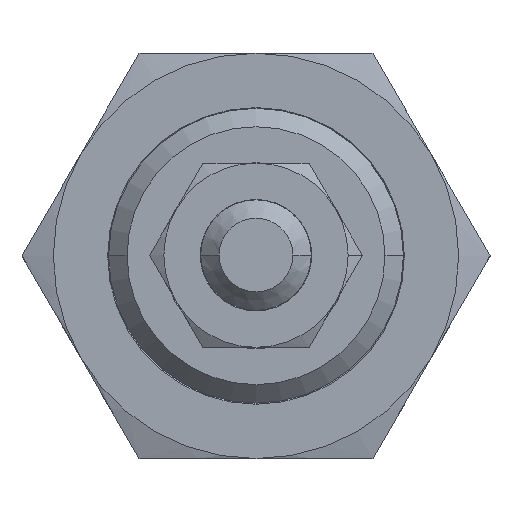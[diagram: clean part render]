
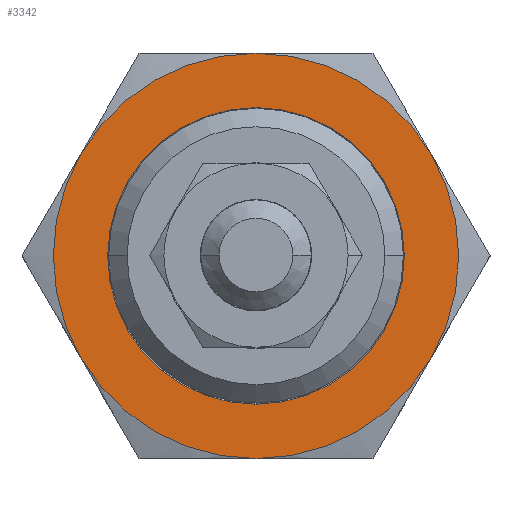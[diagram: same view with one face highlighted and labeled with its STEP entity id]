
A CAD part, top view. The second image highlights one B-rep face of the part: STEP entity #3342.
In plain terms, the highlighted planar face has unit normal (0, 0, 1).
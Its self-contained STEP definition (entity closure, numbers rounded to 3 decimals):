
#220 = DIRECTION ( 'NONE',  ( 0., 0., -1. ) ) ;
#239 = DIRECTION ( 'NONE',  ( 0., 0., -1. ) ) ;
#721 = ORIENTED_EDGE ( 'NONE', *, *, #4392, .F. ) ;
#881 = VERTEX_POINT ( 'NONE', #4310 ) ;
#918 = DIRECTION ( 'NONE',  ( -0.866, -0.5, 0. ) ) ;
#978 = CARTESIAN_POINT ( 'NONE',  ( 0., 0., 109. ) ) ;
#1077 = DIRECTION ( 'NONE',  ( -0.866, -0.5, 0. ) ) ;
#1082 = DIRECTION ( 'NONE',  ( 0., 0., -1. ) ) ;
#1384 = DIRECTION ( 'NONE',  ( 0., 0., -1. ) ) ;
#1601 = DIRECTION ( 'NONE',  ( -0.866, -0.5, 0. ) ) ;
#1740 = DIRECTION ( 'NONE',  ( 0., 0., -1. ) ) ;
#1770 = CARTESIAN_POINT ( 'NONE',  ( 6.972, 4.025, 109. ) ) ;
#1790 = CIRCLE ( 'NONE', #11553, 11. ) ;
#1846 = CARTESIAN_POINT ( 'NONE',  ( 9.526, 5.5, 109. ) ) ;
#2171 = DIRECTION ( 'NONE',  ( -0.866, -0.5, 0. ) ) ;
#2213 = AXIS2_PLACEMENT_3D ( 'NONE', #11230, #220, #1077 ) ;
#2349 = DIRECTION ( 'NONE',  ( -0.866, -0.5, 0. ) ) ;
#2474 = VERTEX_POINT ( 'NONE', #1770 ) ;
#2812 = CARTESIAN_POINT ( 'NONE',  ( 0., 0., 109. ) ) ;
#2870 = DIRECTION ( 'NONE',  ( -0.866, -0.5, 0. ) ) ;
#2946 = EDGE_CURVE ( 'NONE', #881, #2474, #11498, .T. ) ;
#3262 = CARTESIAN_POINT ( 'NONE',  ( -9.526, -5.5, 109. ) ) ;
#3342 = ADVANCED_FACE ( 'NONE', ( #8219, #9071 ), #4488, .F. ) ;
#3502 = DIRECTION ( 'NONE',  ( 0., 0., -1. ) ) ;
#3523 = CIRCLE ( 'NONE', #9387, 11. ) ;
#3797 = CIRCLE ( 'NONE', #4784, 11. ) ;
#3825 = VERTEX_POINT ( 'NONE', #4345 ) ;
#3893 = CARTESIAN_POINT ( 'NONE',  ( 0., 0., 109. ) ) ;
#4128 = AXIS2_PLACEMENT_3D ( 'NONE', #978, #239, #2870 ) ;
#4188 = VERTEX_POINT ( 'NONE', #5307 ) ;
#4249 = CARTESIAN_POINT ( 'NONE',  ( 0., 0., 109. ) ) ;
#4310 = CARTESIAN_POINT ( 'NONE',  ( -6.972, -4.025, 109. ) ) ;
#4345 = CARTESIAN_POINT ( 'NONE',  ( 0., 11., 109. ) ) ;
#4392 = EDGE_CURVE ( 'NONE', #5271, #3825, #5829, .T. ) ;
#4488 = PLANE ( 'NONE',  #7988 ) ;
#4784 = AXIS2_PLACEMENT_3D ( 'NONE', #9969, #8197, #11866 ) ;
#5271 = VERTEX_POINT ( 'NONE', #7767 ) ;
#5304 = CIRCLE ( 'NONE', #10762, 11. ) ;
#5307 = CARTESIAN_POINT ( 'NONE',  ( 9.526, -5.5, 109. ) ) ;
#5723 = EDGE_CURVE ( 'NONE', #10434, #9174, #3523, .T. ) ;
#5829 = CIRCLE ( 'NONE', #6016, 11. ) ;
#5933 = ORIENTED_EDGE ( 'NONE', *, *, #2946, .T. ) ;
#6016 = AXIS2_PLACEMENT_3D ( 'NONE', #3893, #1082, #2171 ) ;
#6080 = DIRECTION ( 'NONE',  ( -0.866, -0.5, 0. ) ) ;
#6540 = DIRECTION ( 'NONE',  ( 0., 0., -1. ) ) ;
#6685 = ORIENTED_EDGE ( 'NONE', *, *, #8703, .F. ) ;
#6759 = ORIENTED_EDGE ( 'NONE', *, *, #10217, .T. ) ;
#6844 = EDGE_CURVE ( 'NONE', #9174, #5271, #1790, .T. ) ;
#6859 = EDGE_CURVE ( 'NONE', #3825, #7663, #10192, .T. ) ;
#7354 = ORIENTED_EDGE ( 'NONE', *, *, #5723, .F. ) ;
#7588 = AXIS2_PLACEMENT_3D ( 'NONE', #4249, #1740, #11778 ) ;
#7663 = VERTEX_POINT ( 'NONE', #1846 ) ;
#7767 = CARTESIAN_POINT ( 'NONE',  ( -9.526, 5.5, 109. ) ) ;
#7988 = AXIS2_PLACEMENT_3D ( 'NONE', #11886, #3502, #1601 ) ;
#8062 = ORIENTED_EDGE ( 'NONE', *, *, #6859, .F. ) ;
#8197 = DIRECTION ( 'NONE',  ( 0., 0., -1. ) ) ;
#8219 = FACE_BOUND ( 'NONE', #10667, .T. ) ;
#8404 = ORIENTED_EDGE ( 'NONE', *, *, #11095, .F. ) ;
#8703 = EDGE_CURVE ( 'NONE', #7663, #4188, #5304, .T. ) ;
#8853 = DIRECTION ( 'NONE',  ( 0., 0., -1. ) ) ;
#8911 = CARTESIAN_POINT ( 'NONE',  ( 0., 0., 109. ) ) ;
#9071 = FACE_OUTER_BOUND ( 'NONE', #11577, .T. ) ;
#9174 = VERTEX_POINT ( 'NONE', #3262 ) ;
#9260 = CIRCLE ( 'NONE', #2213, 8.05 ) ;
#9387 = AXIS2_PLACEMENT_3D ( 'NONE', #8911, #1384, #2349 ) ;
#9969 = CARTESIAN_POINT ( 'NONE',  ( 0., 0., 109. ) ) ;
#10192 = CIRCLE ( 'NONE', #4128, 11. ) ;
#10217 = EDGE_CURVE ( 'NONE', #2474, #881, #9260, .T. ) ;
#10434 = VERTEX_POINT ( 'NONE', #11713 ) ;
#10667 = EDGE_LOOP ( 'NONE', ( #6759, #5933 ) ) ;
#10762 = AXIS2_PLACEMENT_3D ( 'NONE', #11541, #8853, #6080 ) ;
#11095 = EDGE_CURVE ( 'NONE', #4188, #10434, #3797, .T. ) ;
#11230 = CARTESIAN_POINT ( 'NONE',  ( 0., 0., 109. ) ) ;
#11395 = ORIENTED_EDGE ( 'NONE', *, *, #6844, .F. ) ;
#11498 = CIRCLE ( 'NONE', #7588, 8.05 ) ;
#11541 = CARTESIAN_POINT ( 'NONE',  ( 0., 0., 109. ) ) ;
#11553 = AXIS2_PLACEMENT_3D ( 'NONE', #2812, #6540, #918 ) ;
#11577 = EDGE_LOOP ( 'NONE', ( #11395, #7354, #8404, #6685, #8062, #721 ) ) ;
#11713 = CARTESIAN_POINT ( 'NONE',  ( 0., -11., 109. ) ) ;
#11778 = DIRECTION ( 'NONE',  ( -0.866, -0.5, 0. ) ) ;
#11866 = DIRECTION ( 'NONE',  ( -0.866, -0.5, 0. ) ) ;
#11886 = CARTESIAN_POINT ( 'NONE',  ( 0., 0., 109. ) ) ;
